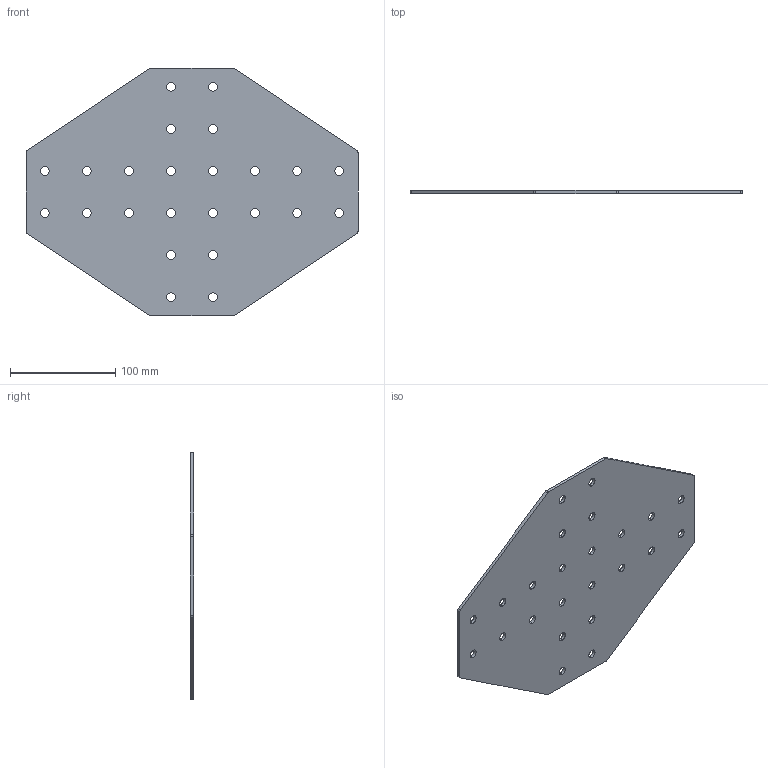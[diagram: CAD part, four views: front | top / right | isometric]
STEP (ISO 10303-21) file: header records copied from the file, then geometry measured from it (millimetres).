
FILE_DESCRIPTION (( 'STEP AP214' ), '1' );
FILE_NAME ('A50 Õ-ñîåäèíèòåëü 240õ320.STEP', '2019-12-06T07:41:40', ( 'Windows User' ), ( '' ), 'SwSTEP 2.0', 'SolidWorks 2019', '' );
FILE_SCHEMA (( 'AUTOMOTIVE_DESIGN' ));
Length unit declared in the file: millimetre
Products named in the file (1): A50 Õ-ñîåäèíèòåëü 240õ320
Bounding box: 316 x 3 x 236 mm (x, y, z)
Volume: 163650.9 mm3; surface area: 113602 mm2
Topology: 1 solids, 1 shells, 66 faces, 192 edges, 128 vertices
Faces by surface type: cylinder 56, plane 10
Entity records: 2378 total; most frequent: DIRECTION 438, CARTESIAN_POINT 387, ORIENTED_EDGE 384, EDGE_CURVE 192, AXIS2_PLACEMENT_3D 179, VERTEX_POINT 128, EDGE_LOOP 114, CIRCLE 112
